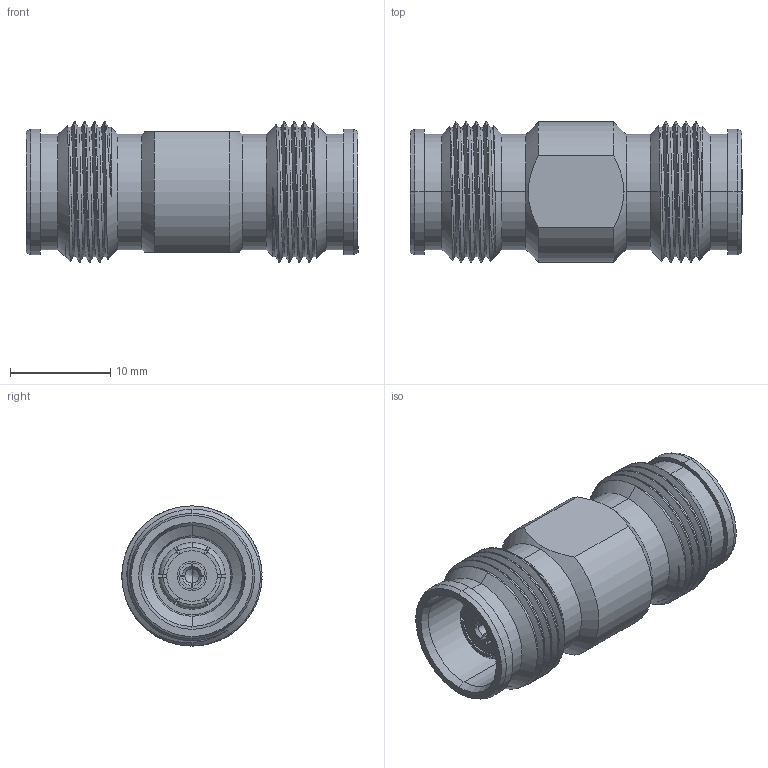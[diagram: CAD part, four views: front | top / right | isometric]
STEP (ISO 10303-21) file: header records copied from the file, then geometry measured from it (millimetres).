
FILE_DESCRIPTION (( 'STEP AP214' ), '1' );
FILE_NAME ('FMAD1269.step', '2021-07-16T15:10:52', ( '' ), ( '' ), 'SwSTEP 2.0', 'SolidWorks 2020', '' );
FILE_SCHEMA (( 'AUTOMOTIVE_DESIGN' ));
Length unit declared in the file: inch
Products named in the file (1): FMAD1269
Bounding box: 33.16 x 14 x 14 mm (x, y, z)
Volume: 2998.2 mm3; surface area: 3090.9 mm2
Topology: 1 solids, 1 shells, 242 faces, 634 edges, 400 vertices
Faces by surface type: plane 92, cylinder 76, cone 54, torus 14, bspline 6
Entity records: 11124 total; most frequent: CARTESIAN_POINT 5307, ORIENTED_EDGE 1260, DIRECTION 1188, EDGE_CURVE 630, AXIS2_PLACEMENT_3D 469, VERTEX_POINT 400, EDGE_LOOP 252, LINE 250
